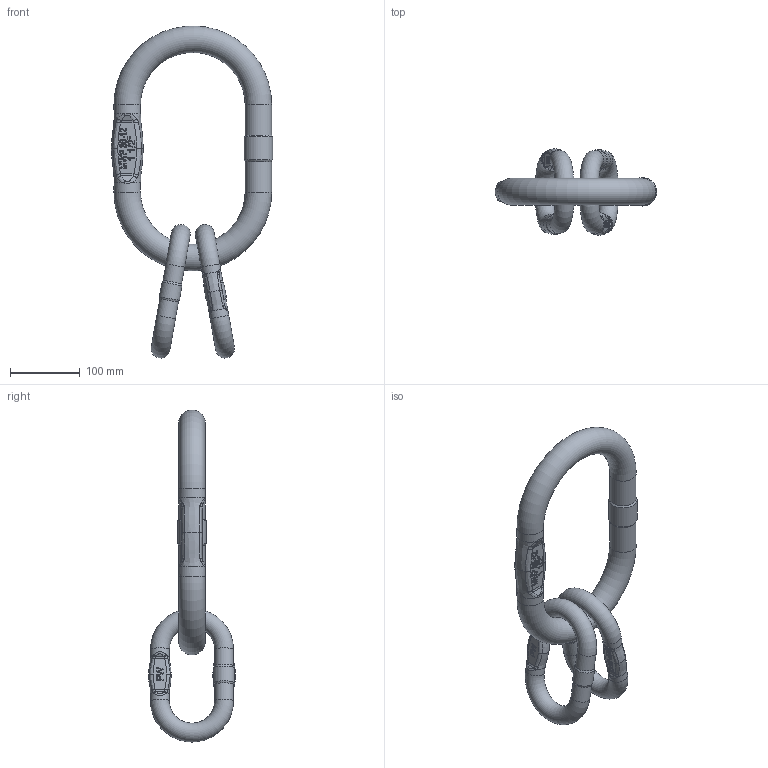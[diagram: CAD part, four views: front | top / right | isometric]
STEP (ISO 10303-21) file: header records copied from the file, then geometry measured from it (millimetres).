
FILE_DESCRIPTION(/* description */ (''),/* implementation_level */ '2;1');
FILE_NAME(/* name */ 'VLWP_4-13 Kundenmodell.stp',/* time_stamp */ '2022-08-25T17:13:49+02:00',/* author */ (''),/* organization */ (''),/* preprocessor_version */ 'ST-DEVELOPER v16',/* originating_system */ 'SIEMENS PLM Software NX 11.0',/* authorisation */ '');
FILE_SCHEMA (('AUTOMOTIVE_DESIGN { 1 0 10303 214 3 1 1 1 }'));
Length unit declared in the file: millimetre
Products named in the file (1): baf06442CD45u6n
Bounding box: 231.25 x 124.4 x 475.91 mm (x, y, z)
Volume: 1463253.6 mm3; surface area: 177103.5 mm2
Topology: 3 solids, 3 shells, 497 faces, 1247 edges, 798 vertices
Faces by surface type: plane 243, extrusion 119, bspline 96, cylinder 27, torus 6, cone 6
Full cylindrical faces by diameter (mm): 27 x8, 29.025 x2, 38 x4, 40.9 x1
Entity records: 22092 total; most frequent: CARTESIAN_POINT 11890, ORIENTED_EDGE 2412, DIRECTION 1372, EDGE_CURVE 1206, VERTEX_POINT 784, B_SPLINE_CURVE_WITH_KNOTS 734, VECTOR 614, EDGE_LOOP 572
